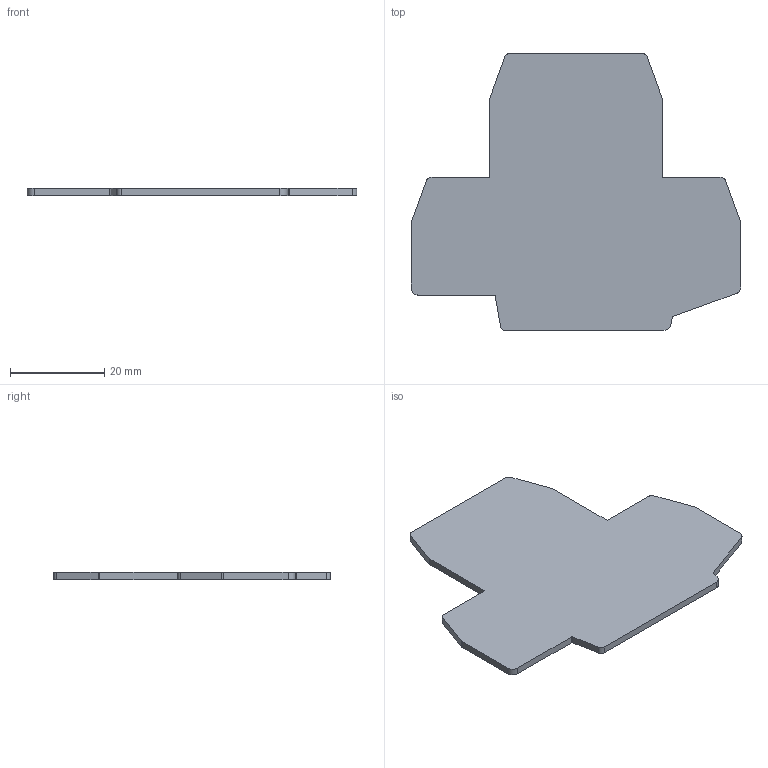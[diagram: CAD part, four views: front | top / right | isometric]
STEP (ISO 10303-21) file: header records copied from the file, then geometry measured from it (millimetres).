
FILE_DESCRIPTION((''),'2;1');
FILE_NAME('DBC-PT_ASM','2022-05-04T09:06:14',('klemen.sitar'),('Audax d.o.o.'),'CREO PARAMETRIC BY PTC INC, 2021304','CREO PARAMETRIC BY PTC INC, 2021304','');
FILE_SCHEMA(('AP242_MANAGED_MODEL_BASED_3D_ENGINEERING_MIM_LF { 1 0 10303 442 1 1 4 }'));
Length unit declared in the file: millimetre
Products named in the file (2): DBC-PT-10580; DBC-PT_ASM
Assembly tree (1 placements, depth 2):
  DBC-PT_ASM
    DBC-PT-10580
Bounding box: 70 x 58.8 x 1.5 mm (x, y, z)
Volume: 4427.2 mm3; surface area: 6259.3 mm2
Topology: 1 solids, 1 shells, 32 faces, 90 edges, 60 vertices
Faces by surface type: plane 18, cylinder 14
Entity records: 1843 total; most frequent: CARTESIAN_POINT 190, DIRECTION 190, ORIENTED_EDGE 180, COLOUR_RGB 129, PRESENTATION_STYLE_ASSIGNMENT 125, STYLED_ITEM 125, CURVE_STYLE 92, EDGE_CURVE 90
